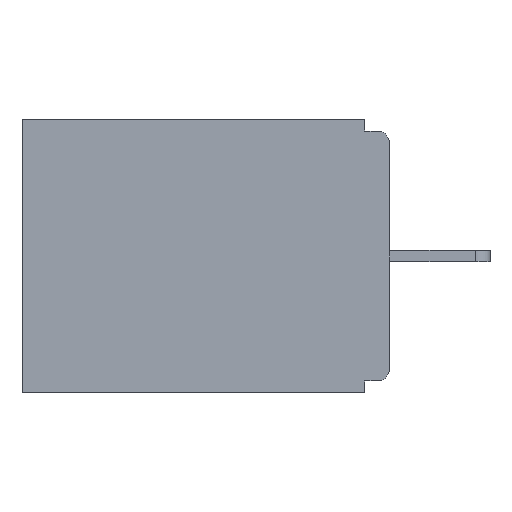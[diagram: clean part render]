
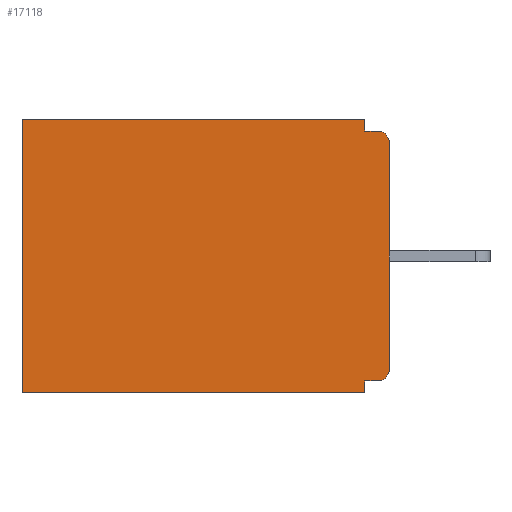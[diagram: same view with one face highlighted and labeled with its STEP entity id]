
A CAD part, left-side view. The second image highlights one B-rep face of the part: STEP entity #17118.
In plain terms, the highlighted planar face has unit normal (-1, 0, 0).
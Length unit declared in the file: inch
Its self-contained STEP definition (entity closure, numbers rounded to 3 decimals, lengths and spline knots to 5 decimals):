
#82 = DIRECTION ( 'NONE',  ( 0., 0., -1. ) ) ;
#378 = EDGE_CURVE ( 'NONE', #12915, #7342, #13010, .T. ) ;
#403 = VECTOR ( 'NONE', #5058, 39.37008 ) ;
#460 = CARTESIAN_POINT ( 'NONE',  ( 0.298, 0.015, -0.313 ) ) ;
#497 = LINE ( 'NONE', #12544, #16709 ) ;
#500 = VECTOR ( 'NONE', #10663, 39.37008 ) ;
#523 = ORIENTED_EDGE ( 'NONE', *, *, #15057, .T. ) ;
#693 = VERTEX_POINT ( 'NONE', #16000 ) ;
#908 = LINE ( 'NONE', #9625, #403 ) ;
#1206 = CARTESIAN_POINT ( 'NONE',  ( 0.298, 0., 0. ) ) ;
#1420 = DIRECTION ( 'NONE',  ( 0., 0., -1. ) ) ;
#1694 = VECTOR ( 'NONE', #9019, 39.37008 ) ;
#1787 = AXIS2_PLACEMENT_3D ( 'NONE', #5078, #15579, #6649 ) ;
#2098 = VERTEX_POINT ( 'NONE', #16104 ) ;
#2391 = CARTESIAN_POINT ( 'NONE',  ( 0.298, 0., -0.313 ) ) ;
#2812 = ORIENTED_EDGE ( 'NONE', *, *, #7306, .F. ) ;
#3058 = VERTEX_POINT ( 'NONE', #6805 ) ;
#3215 = CARTESIAN_POINT ( 'NONE',  ( 0.298, 0.031, -0.343 ) ) ;
#3224 = CARTESIAN_POINT ( 'NONE',  ( 0.298, 0.46, 0. ) ) ;
#3302 = DIRECTION ( 'NONE',  ( 0., 1., 0. ) ) ;
#3316 = DIRECTION ( 'NONE',  ( 0., -1., 0. ) ) ;
#3404 = EDGE_CURVE ( 'NONE', #5634, #693, #3963, .T. ) ;
#3963 = LINE ( 'NONE', #6689, #15507 ) ;
#4673 = CARTESIAN_POINT ( 'NONE',  ( 0.298, 0.031, -0.015 ) ) ;
#5058 = DIRECTION ( 'NONE',  ( 0., 1., 0. ) ) ;
#5078 = CARTESIAN_POINT ( 'NONE',  ( 0.298, 0., 0. ) ) ;
#5451 = CARTESIAN_POINT ( 'NONE',  ( 0.298, 0.031, -0.328 ) ) ;
#5540 = CARTESIAN_POINT ( 'NONE',  ( 0.298, 0., -0.03 ) ) ;
#5634 = VERTEX_POINT ( 'NONE', #4673 ) ;
#6016 = LINE ( 'NONE', #9089, #17418 ) ;
#6096 = ORIENTED_EDGE ( 'NONE', *, *, #13448, .F. ) ;
#6158 = EDGE_CURVE ( 'NONE', #12915, #13260, #6016, .T. ) ;
#6371 = VERTEX_POINT ( 'NONE', #5540 ) ;
#6418 = DIRECTION ( 'NONE',  ( 0., 0., -1. ) ) ;
#6536 = FACE_OUTER_BOUND ( 'NONE', #16821, .T. ) ;
#6649 = DIRECTION ( 'NONE',  ( 0., 0., -1. ) ) ;
#6680 = AXIS2_PLACEMENT_3D ( 'NONE', #460, #6771, #6418 ) ;
#6689 = CARTESIAN_POINT ( 'NONE',  ( 0.298, 0., -0.015 ) ) ;
#6771 = DIRECTION ( 'NONE',  ( -1., 0., 0. ) ) ;
#6805 = CARTESIAN_POINT ( 'NONE',  ( 0.298, 0.031, 0. ) ) ;
#7048 = VERTEX_POINT ( 'NONE', #3224 ) ;
#7306 = EDGE_CURVE ( 'NONE', #13602, #2098, #497, .T. ) ;
#7342 = VERTEX_POINT ( 'NONE', #2391 ) ;
#7981 = LINE ( 'NONE', #12232, #8457 ) ;
#8008 = EDGE_CURVE ( 'NONE', #3058, #5634, #8864, .T. ) ;
#8186 = ORIENTED_EDGE ( 'NONE', *, *, #3404, .F. ) ;
#8457 = VECTOR ( 'NONE', #1420, 39.37008 ) ;
#8549 = CARTESIAN_POINT ( 'NONE',  ( 0.298, 0.46, 0. ) ) ;
#8864 = LINE ( 'NONE', #10412, #500 ) ;
#9019 = DIRECTION ( 'NONE',  ( 0., 0., -1. ) ) ;
#9089 = CARTESIAN_POINT ( 'NONE',  ( 0.298, 0., -0.328 ) ) ;
#9257 = ORIENTED_EDGE ( 'NONE', *, *, #16649, .F. ) ;
#9495 = DIRECTION ( 'NONE',  ( -1., 0., 0. ) ) ;
#9625 = CARTESIAN_POINT ( 'NONE',  ( 0.298, 0., 0. ) ) ;
#9857 = VECTOR ( 'NONE', #14467, 39.37008 ) ;
#10412 = CARTESIAN_POINT ( 'NONE',  ( 0.298, 0.031, -0.343 ) ) ;
#10663 = DIRECTION ( 'NONE',  ( 0., 0., -1. ) ) ;
#10679 = ORIENTED_EDGE ( 'NONE', *, *, #14987, .T. ) ;
#10768 = ORIENTED_EDGE ( 'NONE', *, *, #8008, .F. ) ;
#11490 = EDGE_CURVE ( 'NONE', #7048, #2098, #14249, .T. ) ;
#12120 = ORIENTED_EDGE ( 'NONE', *, *, #11490, .T. ) ;
#12232 = CARTESIAN_POINT ( 'NONE',  ( 0.298, 0.031, -0.343 ) ) ;
#12544 = CARTESIAN_POINT ( 'NONE',  ( 0.298, 0., -0.343 ) ) ;
#12645 = PLANE ( 'NONE',  #1787 ) ;
#12915 = VERTEX_POINT ( 'NONE', #15118 ) ;
#13010 = CIRCLE ( 'NONE', #6680, 0.015 ) ;
#13260 = VERTEX_POINT ( 'NONE', #5451 ) ;
#13448 = EDGE_CURVE ( 'NONE', #6371, #7342, #13946, .T. ) ;
#13480 = DIRECTION ( 'NONE',  ( 0., 1., 0. ) ) ;
#13602 = VERTEX_POINT ( 'NONE', #3215 ) ;
#13946 = LINE ( 'NONE', #1206, #1694 ) ;
#14127 = CIRCLE ( 'NONE', #17225, 0.015 ) ;
#14249 = LINE ( 'NONE', #8549, #9857 ) ;
#14467 = DIRECTION ( 'NONE',  ( 0., 0., -1. ) ) ;
#14987 = EDGE_CURVE ( 'NONE', #6371, #693, #14127, .T. ) ;
#15057 = EDGE_CURVE ( 'NONE', #3058, #7048, #908, .T. ) ;
#15118 = CARTESIAN_POINT ( 'NONE',  ( 0.298, 0.015, -0.328 ) ) ;
#15507 = VECTOR ( 'NONE', #3316, 39.37008 ) ;
#15579 = DIRECTION ( 'NONE',  ( 1., 0., 0. ) ) ;
#16000 = CARTESIAN_POINT ( 'NONE',  ( 0.298, 0.015, -0.015 ) ) ;
#16104 = CARTESIAN_POINT ( 'NONE',  ( 0.298, 0.46, -0.343 ) ) ;
#16649 = EDGE_CURVE ( 'NONE', #13260, #13602, #7981, .T. ) ;
#16709 = VECTOR ( 'NONE', #13480, 39.37008 ) ;
#16821 = EDGE_LOOP ( 'NONE', ( #10679, #8186, #10768, #523, #12120, #2812, #9257, #17425, #17477, #6096 ) ) ;
#17118 = ADVANCED_FACE ( 'NONE', ( #6536 ), #12645, .F. ) ;
#17225 = AXIS2_PLACEMENT_3D ( 'NONE', #18241, #9495, #82 ) ;
#17418 = VECTOR ( 'NONE', #3302, 39.37008 ) ;
#17425 = ORIENTED_EDGE ( 'NONE', *, *, #6158, .F. ) ;
#17477 = ORIENTED_EDGE ( 'NONE', *, *, #378, .T. ) ;
#18241 = CARTESIAN_POINT ( 'NONE',  ( 0.298, 0.015, -0.03 ) ) ;
